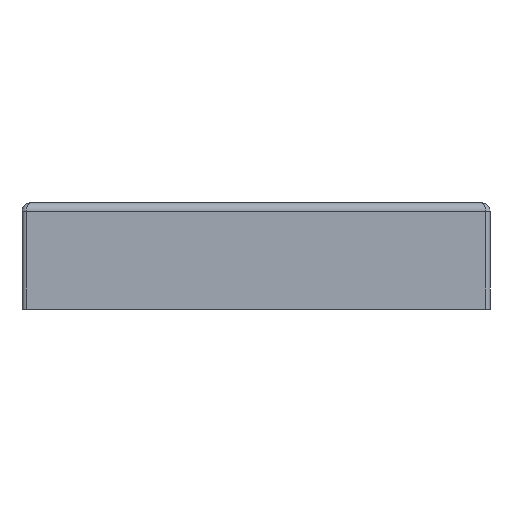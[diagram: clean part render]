
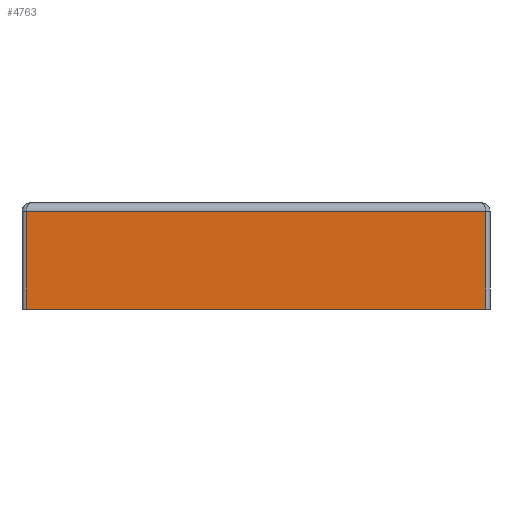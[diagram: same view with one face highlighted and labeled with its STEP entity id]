
A CAD part, front view. The second image highlights one B-rep face of the part: STEP entity #4763.
In plain terms, the highlighted planar face has unit normal (0, -1, 0).
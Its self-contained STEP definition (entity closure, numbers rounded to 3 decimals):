
#340 = PLANE('',#341);
#341 = AXIS2_PLACEMENT_3D('',#342,#343,#344);
#342 = CARTESIAN_POINT('',(0.,12.149,0.));
#343 = DIRECTION('',(0.,0.,1.));
#344 = DIRECTION('',(1.,0.,0.));
#1338 = VERTEX_POINT('',#1339);
#1339 = CARTESIAN_POINT('',(-54.,-22.,0.));
#1354 = CYLINDRICAL_SURFACE('',#1355,1.);
#1355 = AXIS2_PLACEMENT_3D('',#1356,#1357,#1358);
#1356 = CARTESIAN_POINT('',(-54.,-21.,0.));
#1357 = DIRECTION('',(0.,0.,1.));
#1358 = DIRECTION('',(-1.,0.,0.));
#1366 = EDGE_CURVE('',#1338,#1367,#1369,.T.);
#1367 = VERTEX_POINT('',#1368);
#1368 = CARTESIAN_POINT('',(54.,-22.,0.));
#1369 = SURFACE_CURVE('',#1370,(#1374,#1381),.PCURVE_S1.);
#1370 = LINE('',#1371,#1372);
#1371 = CARTESIAN_POINT('',(-55.,-22.,0.));
#1372 = VECTOR('',#1373,1.);
#1373 = DIRECTION('',(1.,0.,0.));
#1374 = PCURVE('',#340,#1375);
#1375 = DEFINITIONAL_REPRESENTATION('',(#1376),#1380);
#1376 = LINE('',#1377,#1378);
#1377 = CARTESIAN_POINT('',(-55.,-34.149));
#1378 = VECTOR('',#1379,1.);
#1379 = DIRECTION('',(1.,0.));
#1380 = ( GEOMETRIC_REPRESENTATION_CONTEXT(2) 
PARAMETRIC_REPRESENTATION_CONTEXT() REPRESENTATION_CONTEXT('2D SPACE',''
  ) );
#1381 = PCURVE('',#1382,#1387);
#1382 = PLANE('',#1383);
#1383 = AXIS2_PLACEMENT_3D('',#1384,#1385,#1386);
#1384 = CARTESIAN_POINT('',(-55.,-22.,0.));
#1385 = DIRECTION('',(0.,1.,0.));
#1386 = DIRECTION('',(1.,0.,0.));
#1387 = DEFINITIONAL_REPRESENTATION('',(#1388),#1392);
#1388 = LINE('',#1389,#1390);
#1389 = CARTESIAN_POINT('',(0.,0.));
#1390 = VECTOR('',#1391,1.);
#1391 = DIRECTION('',(1.,0.));
#1392 = ( GEOMETRIC_REPRESENTATION_CONTEXT(2) 
PARAMETRIC_REPRESENTATION_CONTEXT() REPRESENTATION_CONTEXT('2D SPACE',''
  ) );
#1415 = CYLINDRICAL_SURFACE('',#1416,1.);
#1416 = AXIS2_PLACEMENT_3D('',#1417,#1418,#1419);
#1417 = CARTESIAN_POINT('',(54.,-21.,0.));
#1418 = DIRECTION('',(0.,0.,1.));
#1419 = DIRECTION('',(1.,0.,0.));
#4574 = EDGE_CURVE('',#1367,#4575,#4577,.T.);
#4575 = VERTEX_POINT('',#4576);
#4576 = CARTESIAN_POINT('',(54.,-22.,23.));
#4577 = SURFACE_CURVE('',#4578,(#4582,#4589),.PCURVE_S1.);
#4578 = LINE('',#4579,#4580);
#4579 = CARTESIAN_POINT('',(54.,-22.,0.));
#4580 = VECTOR('',#4581,1.);
#4581 = DIRECTION('',(0.,0.,1.));
#4582 = PCURVE('',#1415,#4583);
#4583 = DEFINITIONAL_REPRESENTATION('',(#4584),#4588);
#4584 = LINE('',#4585,#4586);
#4585 = CARTESIAN_POINT('',(-1.571,0.));
#4586 = VECTOR('',#4587,1.);
#4587 = DIRECTION('',(-0.,1.));
#4588 = ( GEOMETRIC_REPRESENTATION_CONTEXT(2) 
PARAMETRIC_REPRESENTATION_CONTEXT() REPRESENTATION_CONTEXT('2D SPACE',''
  ) );
#4589 = PCURVE('',#1382,#4590);
#4590 = DEFINITIONAL_REPRESENTATION('',(#4591),#4595);
#4591 = LINE('',#4592,#4593);
#4592 = CARTESIAN_POINT('',(109.,0.));
#4593 = VECTOR('',#4594,1.);
#4594 = DIRECTION('',(0.,-1.));
#4595 = ( GEOMETRIC_REPRESENTATION_CONTEXT(2) 
PARAMETRIC_REPRESENTATION_CONTEXT() REPRESENTATION_CONTEXT('2D SPACE',''
  ) );
#4763 = ADVANCED_FACE('',(#4764),#1382,.F.);
#4764 = FACE_BOUND('',#4765,.F.);
#4765 = EDGE_LOOP('',(#4766,#4794,#4795,#4796));
#4766 = ORIENTED_EDGE('',*,*,#4767,.T.);
#4767 = EDGE_CURVE('',#4768,#4575,#4770,.T.);
#4768 = VERTEX_POINT('',#4769);
#4769 = CARTESIAN_POINT('',(-54.,-22.,23.));
#4770 = SURFACE_CURVE('',#4771,(#4775,#4782),.PCURVE_S1.);
#4771 = LINE('',#4772,#4773);
#4772 = CARTESIAN_POINT('',(-55.,-22.,23.));
#4773 = VECTOR('',#4774,1.);
#4774 = DIRECTION('',(1.,0.,0.));
#4775 = PCURVE('',#1382,#4776);
#4776 = DEFINITIONAL_REPRESENTATION('',(#4777),#4781);
#4777 = LINE('',#4778,#4779);
#4778 = CARTESIAN_POINT('',(0.,-23.));
#4779 = VECTOR('',#4780,1.);
#4780 = DIRECTION('',(1.,0.));
#4781 = ( GEOMETRIC_REPRESENTATION_CONTEXT(2) 
PARAMETRIC_REPRESENTATION_CONTEXT() REPRESENTATION_CONTEXT('2D SPACE',''
  ) );
#4782 = PCURVE('',#4783,#4788);
#4783 = CYLINDRICAL_SURFACE('',#4784,2.);
#4784 = AXIS2_PLACEMENT_3D('',#4785,#4786,#4787);
#4785 = CARTESIAN_POINT('',(-55.,-20.,23.));
#4786 = DIRECTION('',(1.,0.,0.));
#4787 = DIRECTION('',(0.,0.,1.));
#4788 = DEFINITIONAL_REPRESENTATION('',(#4789),#4793);
#4789 = LINE('',#4790,#4791);
#4790 = CARTESIAN_POINT('',(1.571,0.));
#4791 = VECTOR('',#4792,1.);
#4792 = DIRECTION('',(0.,1.));
#4793 = ( GEOMETRIC_REPRESENTATION_CONTEXT(2) 
PARAMETRIC_REPRESENTATION_CONTEXT() REPRESENTATION_CONTEXT('2D SPACE',''
  ) );
#4794 = ORIENTED_EDGE('',*,*,#4574,.F.);
#4795 = ORIENTED_EDGE('',*,*,#1366,.F.);
#4796 = ORIENTED_EDGE('',*,*,#4797,.T.);
#4797 = EDGE_CURVE('',#1338,#4768,#4798,.T.);
#4798 = SURFACE_CURVE('',#4799,(#4803,#4810),.PCURVE_S1.);
#4799 = LINE('',#4800,#4801);
#4800 = CARTESIAN_POINT('',(-54.,-22.,0.));
#4801 = VECTOR('',#4802,1.);
#4802 = DIRECTION('',(0.,0.,1.));
#4803 = PCURVE('',#1382,#4804);
#4804 = DEFINITIONAL_REPRESENTATION('',(#4805),#4809);
#4805 = LINE('',#4806,#4807);
#4806 = CARTESIAN_POINT('',(1.,0.));
#4807 = VECTOR('',#4808,1.);
#4808 = DIRECTION('',(0.,-1.));
#4809 = ( GEOMETRIC_REPRESENTATION_CONTEXT(2) 
PARAMETRIC_REPRESENTATION_CONTEXT() REPRESENTATION_CONTEXT('2D SPACE',''
  ) );
#4810 = PCURVE('',#1354,#4811);
#4811 = DEFINITIONAL_REPRESENTATION('',(#4812),#4816);
#4812 = LINE('',#4813,#4814);
#4813 = CARTESIAN_POINT('',(1.571,0.));
#4814 = VECTOR('',#4815,1.);
#4815 = DIRECTION('',(0.,1.));
#4816 = ( GEOMETRIC_REPRESENTATION_CONTEXT(2) 
PARAMETRIC_REPRESENTATION_CONTEXT() REPRESENTATION_CONTEXT('2D SPACE',''
  ) );
